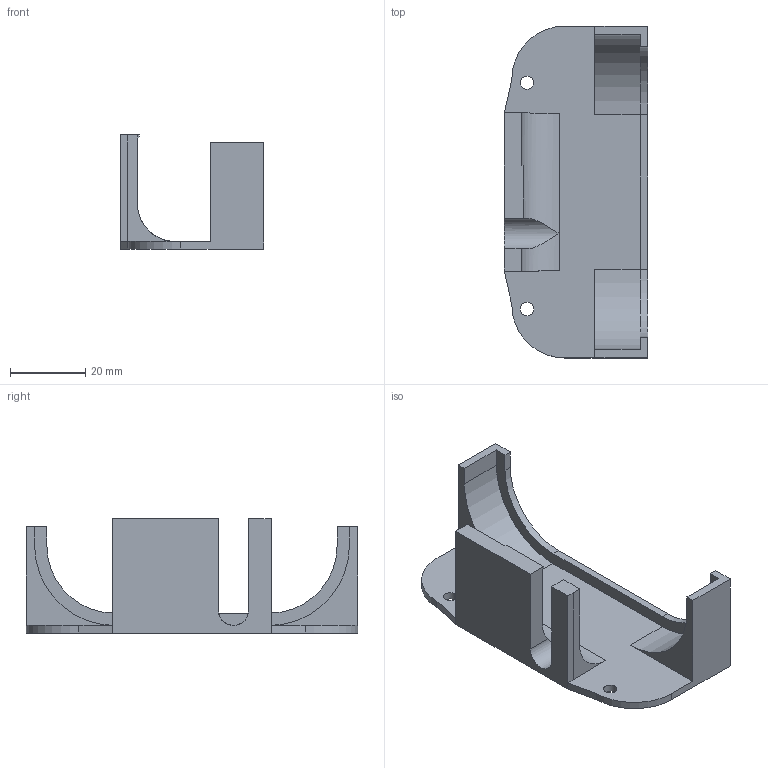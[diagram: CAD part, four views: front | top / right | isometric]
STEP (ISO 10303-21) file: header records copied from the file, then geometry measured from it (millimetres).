
FILE_DESCRIPTION(/* description */ (''),/* implementation_level */ '2;1');
FILE_NAME(/* name */ 'Speaker_holder v1.step',/* time_stamp */ '2025-04-01T21:50:04+01:00',/* author */ (''),/* organization */ (''),/* preprocessor_version */ 'ST-DEVELOPER v20.1',/* originating_system */ 'Autodesk Translation Framework v14.4.0.0',/* authorisation */ '');
FILE_SCHEMA (('AUTOMOTIVE_DESIGN { 1 0 10303 214 3 1 1 }'));
Length unit declared in the file: millimetre
Products named in the file (1): Speaker_holder
Bounding box: 38 x 88 x 30.25 mm (x, y, z)
Volume: 16569.4 mm3; surface area: 11769 mm2
Topology: 1 solids, 1 shells, 42 faces, 119 edges, 79 vertices
Faces by surface type: plane 31, cylinder 11
Full cylindrical faces by diameter (mm): 3.5 x2
Entity records: 1407 total; most frequent: CARTESIAN_POINT 255, ORIENTED_EDGE 238, DIRECTION 224, EDGE_CURVE 119, LINE 96, VECTOR 96, VERTEX_POINT 79, AXIS2_PLACEMENT_3D 64
